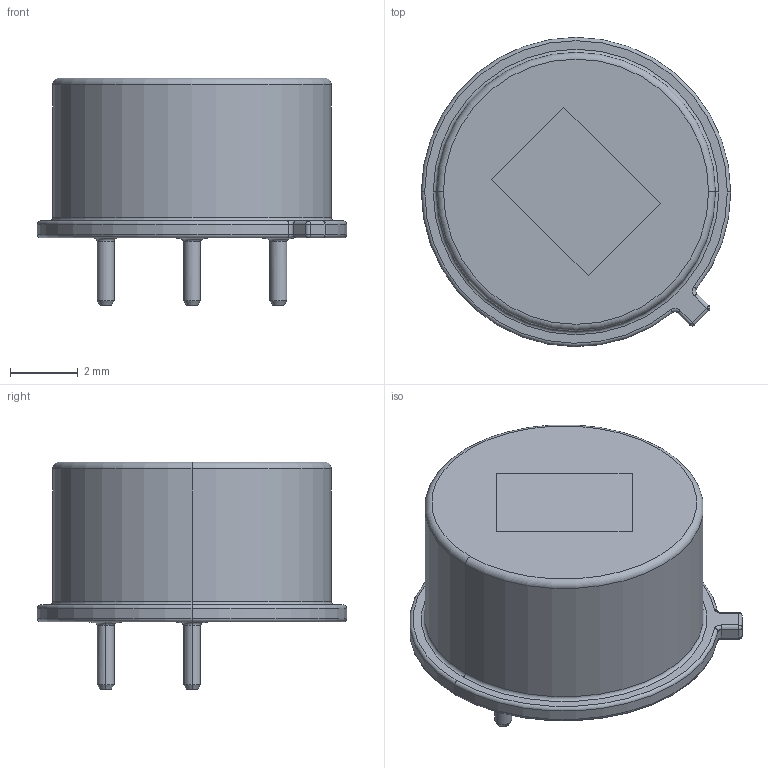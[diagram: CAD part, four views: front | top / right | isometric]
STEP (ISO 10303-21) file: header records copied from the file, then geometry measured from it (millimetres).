
FILE_DESCRIPTION (( 'STEP AP214' ), '1' );
FILE_NAME ('PIR_D203S_TO5-3.STEP', '2020-10-21T12:14:17', ( 'Elessar' ), ( '' ), 'SwSTEP 2.0', 'SolidWorks 2018', '' );
FILE_SCHEMA (( 'AUTOMOTIVE_DESIGN' ));
Length unit declared in the file: millimetre
Products named in the file (1): PIR_D203S_TO5-3
Bounding box: 9.1 x 9.1 x 6.7 mm (x, y, z)
Volume: 255.5 mm3; surface area: 306.4 mm2
Topology: 2 solids, 2 shells, 74 faces, 157 edges, 90 vertices
Faces by surface type: cylinder 22, plane 20, torus 16, cone 6, sphere 6, bspline 4
Entity records: 2991 total; most frequent: CARTESIAN_POINT 608, DIRECTION 363, ORIENTED_EDGE 306, EDGE_CURVE 153, AXIS2_PLACEMENT_3D 151, VERTEX_POINT 88, CIRCLE 80, EDGE_LOOP 79
